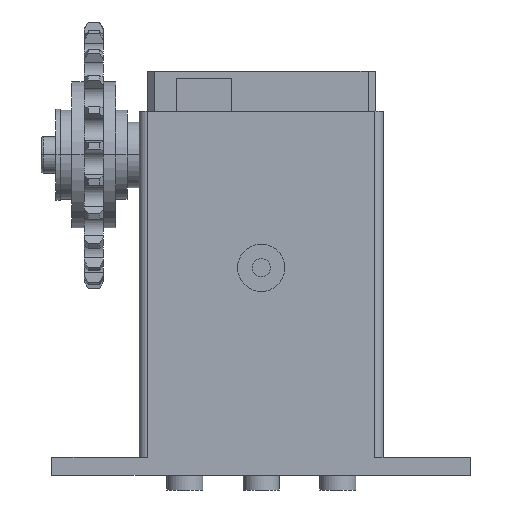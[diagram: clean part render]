
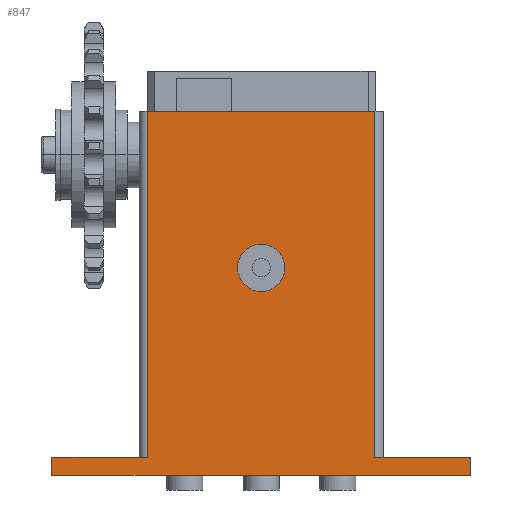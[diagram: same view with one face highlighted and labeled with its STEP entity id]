
A CAD part, left-side view. The second image highlights one B-rep face of the part: STEP entity #847.
In plain terms, the highlighted planar face has unit normal (-1, 0, 0).
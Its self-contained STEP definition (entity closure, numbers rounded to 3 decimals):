
#847=ADVANCED_FACE('',(#1709,#1710),#1711,.T.);
#1709=FACE_BOUND('',#2584,.T.);
#1710=FACE_OUTER_BOUND('',#2585,.T.);
#1711=PLANE('',#2586);
#2584=EDGE_LOOP('',(#5079,#5080));
#2585=EDGE_LOOP('',(#5081,#5082,#5083,#5084,#5085,#5086,#5087,#5088));
#2586=AXIS2_PLACEMENT_3D('',#5089,#5090,#5091);
#5079=ORIENTED_EDGE('',*,*,#6061,.T.);
#5080=ORIENTED_EDGE('',*,*,#6001,.T.);
#5081=ORIENTED_EDGE('',*,*,#6128,.T.);
#5082=ORIENTED_EDGE('',*,*,#6122,.T.);
#5083=ORIENTED_EDGE('',*,*,#6125,.T.);
#5084=ORIENTED_EDGE('',*,*,#6101,.F.);
#5085=ORIENTED_EDGE('',*,*,#6132,.T.);
#5086=ORIENTED_EDGE('',*,*,#6133,.F.);
#5087=ORIENTED_EDGE('',*,*,#6134,.T.);
#5088=ORIENTED_EDGE('',*,*,#6135,.T.);
#5089=CARTESIAN_POINT('',(-17.5,28.75,0.0));
#5090=DIRECTION('',(-1.0,0.0,0.0));
#5091=DIRECTION('',(0.0,-1.0,0.0));
#6001=EDGE_CURVE('',#7409,#7406,#7410,.T.);
#6061=EDGE_CURVE('',#7406,#7409,#7499,.T.);
#6101=EDGE_CURVE('',#7553,#7548,#7555,.T.);
#6122=EDGE_CURVE('',#7587,#7585,#7588,.T.);
#6125=EDGE_CURVE('',#7585,#7548,#7591,.T.);
#6128=EDGE_CURVE('',#7594,#7587,#7595,.T.);
#6132=EDGE_CURVE('',#7553,#7600,#7601,.T.);
#6133=EDGE_CURVE('',#7602,#7600,#7603,.T.);
#6134=EDGE_CURVE('',#7602,#7604,#7605,.T.);
#6135=EDGE_CURVE('',#7604,#7594,#7606,.T.);
#7406=VERTEX_POINT('',#10024);
#7409=VERTEX_POINT('',#10028);
#7410=CIRCLE('',#10029,6.5);
#7499=CIRCLE('',#10140,6.5);
#7548=VERTEX_POINT('',#10201);
#7553=VERTEX_POINT('',#10207);
#7555=LINE('',#10209,#10210);
#7585=VERTEX_POINT('',#10250);
#7587=VERTEX_POINT('',#10252);
#7588=LINE('',#10253,#10254);
#7591=LINE('',#10257,#10258);
#7594=VERTEX_POINT('',#10262);
#7595=LINE('',#10263,#10264);
#7600=VERTEX_POINT('',#10271);
#7601=LINE('',#10272,#10273);
#7602=VERTEX_POINT('',#10274);
#7603=LINE('',#10275,#10276);
#7604=VERTEX_POINT('',#10277);
#7605=LINE('',#10278,#10279);
#7606=LINE('',#10280,#10281);
#10024=CARTESIAN_POINT('',(-17.5,-6.5,57.0));
#10028=CARTESIAN_POINT('',(-17.5,6.5,57.0));
#10029=AXIS2_PLACEMENT_3D('',#11241,#11242,#11243);
#10140=AXIS2_PLACEMENT_3D('',#11326,#11327,#11328);
#10201=CARTESIAN_POINT('',(-17.5,31.2,100.0));
#10207=CARTESIAN_POINT('',(-17.5,31.2,5.0));
#10209=CARTESIAN_POINT('',(-17.5,31.2,5.0));
#10210=VECTOR('',#11384,1.0);
#10250=CARTESIAN_POINT('',(-17.5,-31.2,100.0));
#10252=CARTESIAN_POINT('',(-17.5,-31.2,5.0));
#10253=CARTESIAN_POINT('',(-17.5,-31.2,5.0));
#10254=VECTOR('',#11410,1.0);
#10257=CARTESIAN_POINT('',(-17.5,0.0,100.0));
#10258=VECTOR('',#11414,1.0);
#10262=CARTESIAN_POINT('',(-17.5,-57.5,5.0));
#10263=CARTESIAN_POINT('',(-17.5,0.0,5.0));
#10264=VECTOR('',#11416,1.0);
#10271=CARTESIAN_POINT('',(-17.5,57.5,5.0));
#10272=CARTESIAN_POINT('',(-17.5,0.0,5.0));
#10273=VECTOR('',#11419,1.0);
#10274=CARTESIAN_POINT('',(-17.5,57.5,0.0));
#10275=CARTESIAN_POINT('',(-17.5,57.5,0.0));
#10276=VECTOR('',#11420,1.0);
#10277=CARTESIAN_POINT('',(-17.5,-57.5,0.0));
#10278=CARTESIAN_POINT('',(-17.5,0.0,0.0));
#10279=VECTOR('',#11421,1.0);
#10280=CARTESIAN_POINT('',(-17.5,-57.5,0.0));
#10281=VECTOR('',#11422,1.0);
#11241=CARTESIAN_POINT('',(-17.5,0.0,57.0));
#11242=DIRECTION('',(1.0,0.0,-0.0));
#11243=DIRECTION('',(0.0,-1.0,0.0));
#11326=CARTESIAN_POINT('',(-17.5,0.0,57.0));
#11327=DIRECTION('',(1.0,0.0,-0.0));
#11328=DIRECTION('',(0.0,-1.0,0.0));
#11384=DIRECTION('',(0.0,0.0,1.0));
#11410=DIRECTION('',(0.0,0.0,1.0));
#11414=DIRECTION('',(0.0,1.0,-0.0));
#11416=DIRECTION('',(0.0,1.0,-0.0));
#11419=DIRECTION('',(0.0,1.0,-0.0));
#11420=DIRECTION('',(0.0,0.0,1.0));
#11421=DIRECTION('',(0.0,-1.0,0.0));
#11422=DIRECTION('',(0.0,0.0,1.0));
